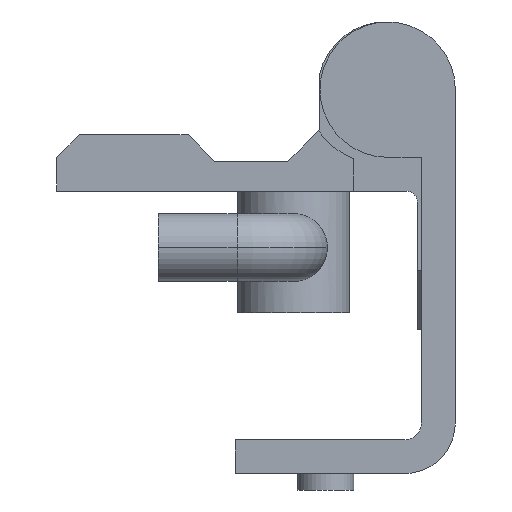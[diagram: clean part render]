
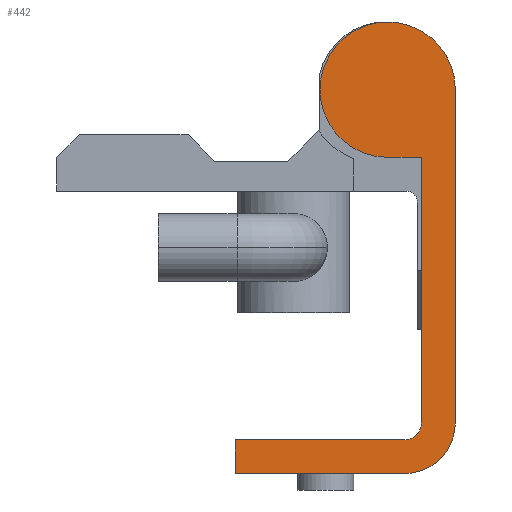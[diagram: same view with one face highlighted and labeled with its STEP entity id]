
A CAD part, front view. The second image highlights one B-rep face of the part: STEP entity #442.
In plain terms, the highlighted planar face has unit normal (0, -1, 0).
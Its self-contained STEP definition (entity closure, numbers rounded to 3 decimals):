
#442=ADVANCED_FACE('',(#1175),#1176,.F.);
#504=VERTEX_POINT('',#1260);
#512=VERTEX_POINT('',#1268);
#516=EDGE_CURVE('',#512,#504,#1272,.T.);
#792=VERTEX_POINT('',#1548);
#796=VERTEX_POINT('',#1552);
#798=EDGE_CURVE('',#796,#792,#1554,.T.);
#802=VERTEX_POINT('',#1558);
#806=VERTEX_POINT('',#1562);
#808=EDGE_CURVE('',#806,#802,#1564,.T.);
#812=VERTEX_POINT('',#1568);
#816=EDGE_CURVE('',#802,#812,#1572,.T.);
#818=VERTEX_POINT('',#1574);
#822=EDGE_CURVE('',#812,#818,#1578,.T.);
#824=VERTEX_POINT('',#1580);
#828=EDGE_CURVE('',#818,#824,#1584,.T.);
#830=EDGE_CURVE('',#796,#824,#1586,.T.);
#832=EDGE_CURVE('',#504,#792,#1588,.T.);
#834=VERTEX_POINT('',#1590);
#838=EDGE_CURVE('',#512,#834,#1594,.T.);
#840=EDGE_CURVE('',#834,#806,#1596,.T.);
#1175=FACE_OUTER_BOUND('',#1921,.T.);
#1176=PLANE('',#1922);
#1260=CARTESIAN_POINT('',(29.35,12.32,41.5));
#1268=CARTESIAN_POINT('',(29.35,12.32,29.5));
#1272=CIRCLE('',#2028,6.);
#1548=CARTESIAN_POINT('',(35.35,12.32,35.5));
#1552=CARTESIAN_POINT('',(35.35,12.32,5.956));
#1554=LINE('',#2700,#2701);
#1558=CARTESIAN_POINT('',(30.85,12.32,4.456));
#1562=CARTESIAN_POINT('',(32.35,12.32,5.956));
#1564=CIRCLE('',#2716,1.5);
#1568=CARTESIAN_POINT('',(15.85,12.32,4.456));
#1572=LINE('',#2729,#2730);
#1574=CARTESIAN_POINT('',(15.85,12.32,1.456));
#1578=LINE('',#2739,#2740);
#1580=CARTESIAN_POINT('',(30.85,12.32,1.456));
#1584=LINE('',#2749,#2750);
#1586=CIRCLE('',#2753,4.5);
#1588=CIRCLE('',#2756,6.);
#1590=CARTESIAN_POINT('',(32.35,12.32,29.5));
#1594=LINE('',#2765,#2766);
#1596=LINE('',#2769,#2770);
#1921=EDGE_LOOP('',(#3418,#3419,#3420,#3421,#3422,#3423,#3424,#3425,#3426,#3427));
#1922=AXIS2_PLACEMENT_3D('',#3428,#3429,#3430);
#2028=AXIS2_PLACEMENT_3D('',#3648,#3649,#3650);
#2700=CARTESIAN_POINT('',(35.35,12.32,5.956));
#2701=VECTOR('',#3792,1.0);
#2716=AXIS2_PLACEMENT_3D('',#3795,#3796,#3797);
#2729=CARTESIAN_POINT('',(30.85,12.32,4.456));
#2730=VECTOR('',#3800,1.0);
#2739=CARTESIAN_POINT('',(15.85,12.32,4.456));
#2740=VECTOR('',#3802,1.0);
#2749=CARTESIAN_POINT('',(15.85,12.32,1.456));
#2750=VECTOR('',#3804,1.0);
#2753=AXIS2_PLACEMENT_3D('',#3805,#3806,#3807);
#2756=AXIS2_PLACEMENT_3D('',#3808,#3809,#3810);
#2765=CARTESIAN_POINT('',(29.35,12.32,29.5));
#2766=VECTOR('',#3812,1.0);
#2769=CARTESIAN_POINT('',(32.35,12.32,29.5));
#2770=VECTOR('',#3813,1.0);
#3418=ORIENTED_EDGE('',*,*,#840,.T.);
#3419=ORIENTED_EDGE('',*,*,#808,.T.);
#3420=ORIENTED_EDGE('',*,*,#816,.T.);
#3421=ORIENTED_EDGE('',*,*,#822,.T.);
#3422=ORIENTED_EDGE('',*,*,#828,.T.);
#3423=ORIENTED_EDGE('',*,*,#830,.F.);
#3424=ORIENTED_EDGE('',*,*,#798,.T.);
#3425=ORIENTED_EDGE('',*,*,#832,.F.);
#3426=ORIENTED_EDGE('',*,*,#516,.F.);
#3427=ORIENTED_EDGE('',*,*,#838,.T.);
#3428=CARTESIAN_POINT('',(29.694,12.32,17.968));
#3429=DIRECTION('',(-0.0,1.0,0.0));
#3430=DIRECTION('',(1.0,0.0,0.0));
#3648=CARTESIAN_POINT('',(29.35,12.32,35.5));
#3649=DIRECTION('',(0.0,1.0,0.0));
#3650=DIRECTION('',(0.,0.0,-1.0));
#3792=DIRECTION('',(0.0,0.0,1.0));
#3795=CARTESIAN_POINT('',(30.85,12.32,5.956));
#3796=DIRECTION('',(0.0,1.0,0.0));
#3797=DIRECTION('',(1.0,0.0,0.));
#3800=DIRECTION('',(-1.0,0.0,0.0));
#3802=DIRECTION('',(0.0,0.0,-1.0));
#3804=DIRECTION('',(1.0,0.0,0.0));
#3805=CARTESIAN_POINT('',(30.85,12.32,5.956));
#3806=DIRECTION('',(-0.0,1.0,0.0));
#3807=DIRECTION('',(1.0,0.0,0.));
#3808=CARTESIAN_POINT('',(29.35,12.32,35.5));
#3809=DIRECTION('',(0.0,1.0,0.0));
#3810=DIRECTION('',(0.,0.0,-1.0));
#3812=DIRECTION('',(1.0,0.0,0.0));
#3813=DIRECTION('',(0.0,0.0,-1.0));
